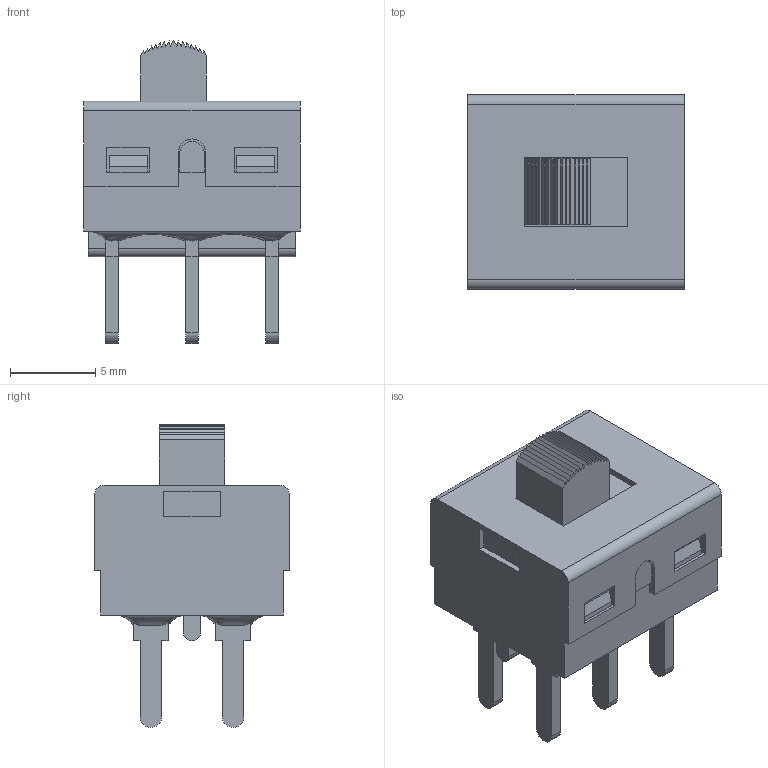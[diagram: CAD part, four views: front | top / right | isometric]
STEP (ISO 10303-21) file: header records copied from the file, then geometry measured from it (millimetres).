
FILE_DESCRIPTION((' '),'2;1');
FILE_NAME('500SDPxS4M2xEA.stp','2017-07-26T11:14:45',(' '),(' '),' ','ACIS',' ');
FILE_SCHEMA(('CONFIG_CONTROL_DESIGN'));
Length unit declared in the file: inch
Products named in the file (1): 500SDPxS4M2xEA.stp
Bounding box: 12.7 x 11.43 x 17.78 mm (x, y, z)
Volume: 638.9 mm3; surface area: 1552.4 mm2
Topology: 1 solids, 2 shells, 231 faces, 662 edges, 446 vertices
Faces by surface type: plane 185, cylinder 28, bspline 16, cone 2
Full cylindrical faces by diameter (mm): 2.4 x1
Entity records: 9360 total; most frequent: CARTESIAN_POINT 3244, ORIENTED_EDGE 1320, DIRECTION 1141, EDGE_CURVE 660, VECTOR 513, LINE 513, VERTEX_POINT 445, AXIS2_PLACEMENT_3D 314
